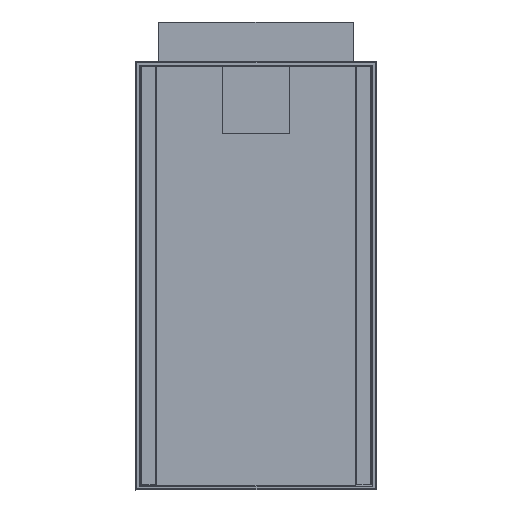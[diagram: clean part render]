
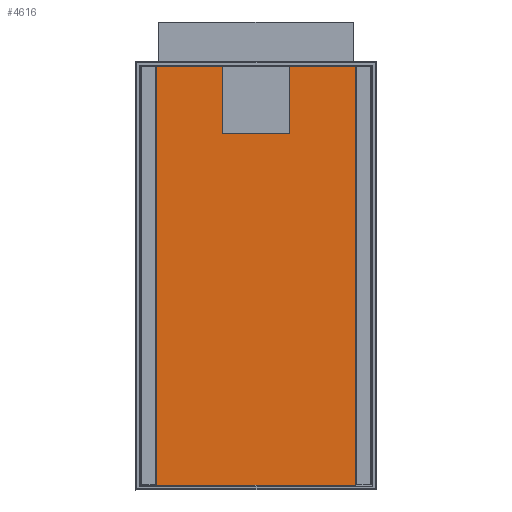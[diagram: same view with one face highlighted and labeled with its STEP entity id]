
A CAD part, top view. The second image highlights one B-rep face of the part: STEP entity #4616.
In plain terms, the highlighted planar face has unit normal (0, 0, 1).
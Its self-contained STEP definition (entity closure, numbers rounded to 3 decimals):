
#62 = LINE ( 'NONE', #2820, #2087 ) ;
#272 = CARTESIAN_POINT ( 'NONE',  ( -51.999, -157.708, 2018.995 ) ) ;
#377 = ORIENTED_EDGE ( 'NONE', *, *, #4457, .F. ) ;
#413 = DIRECTION ( 'NONE',  ( 1., 0., 0. ) ) ;
#434 = CARTESIAN_POINT ( 'NONE',  ( 53.001, -157.708, 2018.995 ) ) ;
#461 = VECTOR ( 'NONE', #3709, 1000. ) ;
#478 = CARTESIAN_POINT ( 'NONE',  ( -152.999, -157.708, 2018.995 ) ) ;
#488 = CARTESIAN_POINT ( 'NONE',  ( 52.001, -156.708, 2018.995 ) ) ;
#672 = PLANE ( 'NONE',  #2977 ) ;
#733 = ORIENTED_EDGE ( 'NONE', *, *, #965, .F. ) ;
#762 = CARTESIAN_POINT ( 'NONE',  ( 152.001, 487.292, 2018.995 ) ) ;
#922 = CARTESIAN_POINT ( 'NONE',  ( 52.001, -157.708, 2018.995 ) ) ;
#965 = EDGE_CURVE ( 'NONE', #1136, #979, #3477, .T. ) ;
#979 = VERTEX_POINT ( 'NONE', #272 ) ;
#1094 = EDGE_CURVE ( 'NONE', #4619, #1150, #62, .T. ) ;
#1136 = VERTEX_POINT ( 'NONE', #3218 ) ;
#1150 = VERTEX_POINT ( 'NONE', #2352 ) ;
#1306 = LINE ( 'NONE', #4914, #461 ) ;
#1317 = LINE ( 'NONE', #488, #5166 ) ;
#1471 = FACE_OUTER_BOUND ( 'NONE', #4918, .T. ) ;
#1656 = CARTESIAN_POINT ( 'NONE',  ( -152.999, 478.292, 2018.995 ) ) ;
#1831 = EDGE_CURVE ( 'NONE', #3874, #3232, #2365, .T. ) ;
#2017 = DIRECTION ( 'NONE',  ( 1., 0., 0. ) ) ;
#2068 = CARTESIAN_POINT ( 'NONE',  ( 52.001, -54.708, 2018.995 ) ) ;
#2087 = VECTOR ( 'NONE', #4021, 1000. ) ;
#2225 = CARTESIAN_POINT ( 'NONE',  ( -51.999, -55.708, 2018.995 ) ) ;
#2249 = VERTEX_POINT ( 'NONE', #2068 ) ;
#2255 = CARTESIAN_POINT ( 'NONE',  ( -158.249, 487.292, 2018.995 ) ) ;
#2352 = CARTESIAN_POINT ( 'NONE',  ( 153.001, -157.708, 2018.995 ) ) ;
#2365 = LINE ( 'NONE', #1656, #3405 ) ;
#2418 = ORIENTED_EDGE ( 'NONE', *, *, #2660, .F. ) ;
#2514 = VECTOR ( 'NONE', #413, 1000. ) ;
#2660 = EDGE_CURVE ( 'NONE', #2249, #1136, #1306, .T. ) ;
#2762 = DIRECTION ( 'NONE',  ( -1., 0., 0. ) ) ;
#2771 = VECTOR ( 'NONE', #2762, 1000. ) ;
#2820 = CARTESIAN_POINT ( 'NONE',  ( 153.001, -108.708, 2018.995 ) ) ;
#2952 = ORIENTED_EDGE ( 'NONE', *, *, #3331, .T. ) ;
#2977 = AXIS2_PLACEMENT_3D ( 'NONE', #2255, #3071, #3564 ) ;
#3071 = DIRECTION ( 'NONE',  ( 0., 0., 1. ) ) ;
#3175 = CARTESIAN_POINT ( 'NONE',  ( -151.999, -157.708, 2018.995 ) ) ;
#3193 = CARTESIAN_POINT ( 'NONE',  ( 153.001, 487.292, 2018.995 ) ) ;
#3218 = CARTESIAN_POINT ( 'NONE',  ( -51.999, -54.708, 2018.995 ) ) ;
#3232 = VERTEX_POINT ( 'NONE', #3668 ) ;
#3272 = EDGE_CURVE ( 'NONE', #3874, #979, #4846, .T. ) ;
#3279 = VECTOR ( 'NONE', #2017, 1000. ) ;
#3331 = EDGE_CURVE ( 'NONE', #4387, #1150, #3588, .T. ) ;
#3405 = VECTOR ( 'NONE', #4034, 1000. ) ;
#3477 = LINE ( 'NONE', #2225, #3523 ) ;
#3523 = VECTOR ( 'NONE', #3925, 1000. ) ;
#3564 = DIRECTION ( 'NONE',  ( -0.38, 0.925, 0. ) ) ;
#3588 = LINE ( 'NONE', #434, #3279 ) ;
#3668 = CARTESIAN_POINT ( 'NONE',  ( -152.999, 487.292, 2018.995 ) ) ;
#3670 = DIRECTION ( 'NONE',  ( 0., 1., 0. ) ) ;
#3709 = DIRECTION ( 'NONE',  ( -1., 0., 0. ) ) ;
#3874 = VERTEX_POINT ( 'NONE', #478 ) ;
#3898 = ORIENTED_EDGE ( 'NONE', *, *, #3272, .T. ) ;
#3925 = DIRECTION ( 'NONE',  ( 0., -1., 0. ) ) ;
#4021 = DIRECTION ( 'NONE',  ( 0., -1., 0. ) ) ;
#4034 = DIRECTION ( 'NONE',  ( 0., 1., 0. ) ) ;
#4221 = ORIENTED_EDGE ( 'NONE', *, *, #1831, .F. ) ;
#4387 = VERTEX_POINT ( 'NONE', #922 ) ;
#4457 = EDGE_CURVE ( 'NONE', #4387, #2249, #1317, .T. ) ;
#4616 = ADVANCED_FACE ( 'NONE', ( #1471 ), #672, .T. ) ;
#4619 = VERTEX_POINT ( 'NONE', #3193 ) ;
#4728 = LINE ( 'NONE', #762, #2771 ) ;
#4846 = LINE ( 'NONE', #3175, #2514 ) ;
#4904 = EDGE_CURVE ( 'NONE', #4619, #3232, #4728, .T. ) ;
#4914 = CARTESIAN_POINT ( 'NONE',  ( 51.001, -54.708, 2018.995 ) ) ;
#4918 = EDGE_LOOP ( 'NONE', ( #4221, #3898, #733, #2418, #377, #2952, #5023, #4987 ) ) ;
#4987 = ORIENTED_EDGE ( 'NONE', *, *, #4904, .T. ) ;
#5023 = ORIENTED_EDGE ( 'NONE', *, *, #1094, .F. ) ;
#5166 = VECTOR ( 'NONE', #3670, 1000. ) ;
